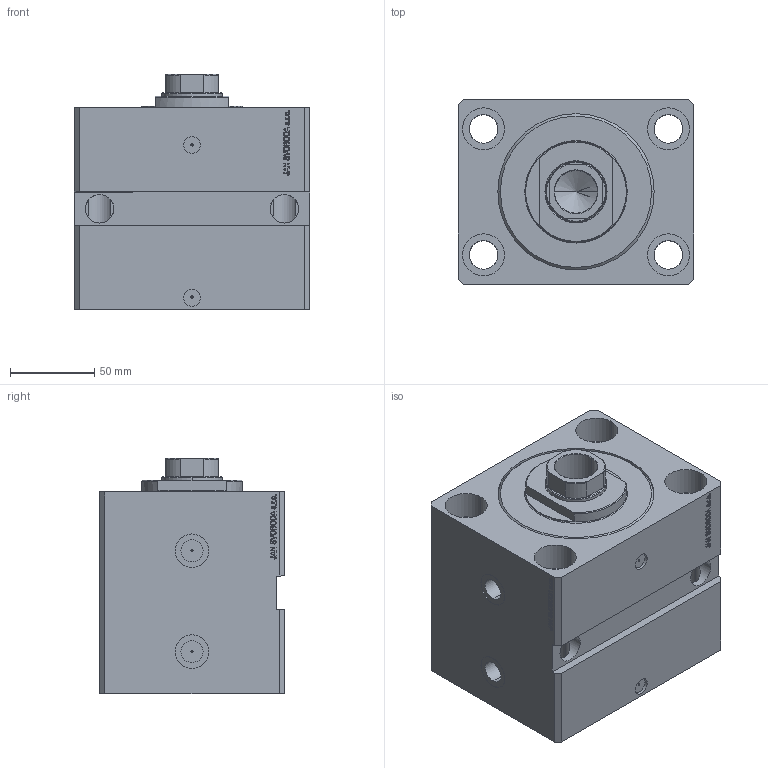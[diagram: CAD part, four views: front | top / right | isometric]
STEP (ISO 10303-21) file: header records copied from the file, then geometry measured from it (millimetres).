
FILE_DESCRIPTION (( 'STEP AP203' ), '1' );
FILE_NAME ('ed1b.STEP', '2022-04-09T16:13:20', ( '' ), ( '' ), 'SwSTEP 2.0', 'SolidWorks 2019', '' );
FILE_SCHEMA (( 'CONFIG_CONTROL_DESIGN' ));
Length unit declared in the file: millimetre
Products named in the file (4): V250CE_E_Body 714b03115459ad2c6b20a8d55cb6b464; V250CE_VC_E 714b03115459ad2c6b20a8d55cb6b464; ed1b; V250CE_C_VCP 714b03115459ad2c6b20a8d55cb6b464
Assembly tree (3 placements, depth 2):
  ed1b
    V250CE_E_Body 714b03115459ad2c6b20a8d55cb6b464
    V250CE_C_VCP 714b03115459ad2c6b20a8d55cb6b464
    V250CE_VC_E 714b03115459ad2c6b20a8d55cb6b464
Bounding box: 140 x 110 x 140 mm (x, y, z)
Volume: 1577442.6 mm3; surface area: 209983.3 mm2
Topology: 3 solids, 3 shells, 942 faces, 2426 edges, 1596 vertices
Faces by surface type: plane 472, bspline 368, cylinder 84, cone 12, torus 6
Entity records: 46058 total; most frequent: CARTESIAN_POINT 25148, ORIENTED_EDGE 4848, DIRECTION 2970, EDGE_CURVE 2424, VERTEX_POINT 1596, LINE 1490, VECTOR 1490, EDGE_LOOP 1074
